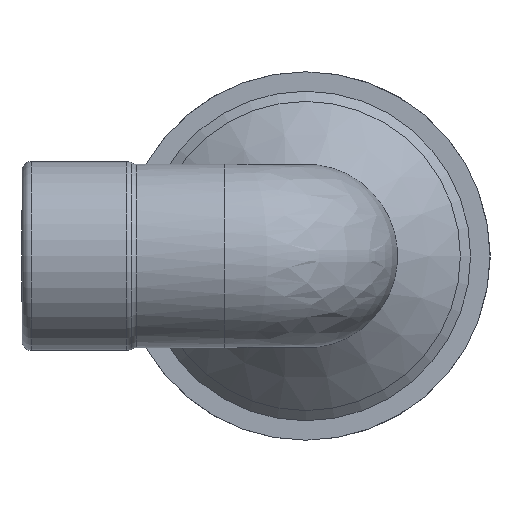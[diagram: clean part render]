
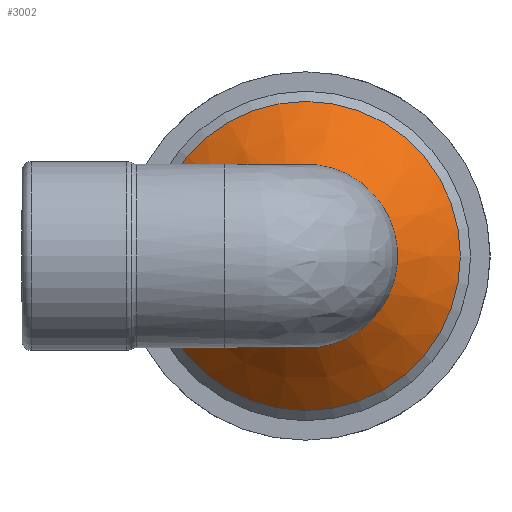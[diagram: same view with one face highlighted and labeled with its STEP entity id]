
A CAD part, left-side view. The second image highlights one B-rep face of the part: STEP entity #3002.
In plain terms, the highlighted conical face has half-angle 45 degrees and reference radius 20.403 mm.
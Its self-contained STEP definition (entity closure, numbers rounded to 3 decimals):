
#508=B_SPLINE_CURVE_WITH_KNOTS('',3,(#4602,#4603,#4604,#4605,#4606,#4607,
#4608,#4609,#4610,#4611,#4612,#4613,#4614,#4615),.UNSPECIFIED.,.F.,.F.,
(4,2,2,2,2,2,4),(5.873,6.149,6.417,6.686,
6.954,7.222,7.498),.UNSPECIFIED.);
#599=CONICAL_SURFACE('',#3219,20.403,45.);
#628=FACE_BOUND('',#867,.T.);
#653=FACE_OUTER_BOUND('',#866,.T.);
#866=EDGE_LOOP('',(#2018,#2019));
#867=EDGE_LOOP('',(#2020));
#1100=CIRCLE('',#3218,15.206);
#1101=CIRCLE('',#3220,25.6);
#1278=VERTEX_POINT('',#4597);
#1279=VERTEX_POINT('',#4598);
#1280=VERTEX_POINT('',#4616);
#1554=EDGE_CURVE('',#1278,#1279,#1100,.T.);
#1555=EDGE_CURVE('',#1278,#1279,#508,.T.);
#1556=EDGE_CURVE('',#1280,#1280,#1101,.T.);
#2018=ORIENTED_EDGE('',*,*,#1555,.F.);
#2019=ORIENTED_EDGE('',*,*,#1554,.T.);
#2020=ORIENTED_EDGE('',*,*,#1556,.F.);
#3002=ADVANCED_FACE('',(#653,#628),#599,.T.);
#3218=AXIS2_PLACEMENT_3D('',#4600,#3615,#3616);
#3219=AXIS2_PLACEMENT_3D('',#4601,#3617,#3618);
#3220=AXIS2_PLACEMENT_3D('',#4617,#3619,#3620);
#3615=DIRECTION('center_axis',(1.,0.,0.));
#3616=DIRECTION('ref_axis',(0.,0.,-1.));
#3617=DIRECTION('center_axis',(1.,0.,0.));
#3618=DIRECTION('ref_axis',(0.,1.,0.));
#3619=DIRECTION('center_axis',(1.,0.,0.));
#3620=DIRECTION('ref_axis',(0.,0.,-1.));
#4597=CARTESIAN_POINT('',(13.4,13.4,7.187));
#4598=CARTESIAN_POINT('',(13.4,13.4,-7.187));
#4600=CARTESIAN_POINT('Origin',(13.4,0.,0.));
#4601=CARTESIAN_POINT('Origin',(18.597,0.,0.));
#4602=CARTESIAN_POINT('Ctrl Pts',(13.4,13.4,7.187));
#4603=CARTESIAN_POINT('Ctrl Pts',(13.733,14.11,6.567));
#4604=CARTESIAN_POINT('Ctrl Pts',(14.047,14.749,5.872));
#4605=CARTESIAN_POINT('Ctrl Pts',(14.557,15.765,4.457));
#4606=CARTESIAN_POINT('Ctrl Pts',(14.795,16.226,3.626));
#4607=CARTESIAN_POINT('Ctrl Pts',(15.12,16.851,1.846));
#4608=CARTESIAN_POINT('Ctrl Pts',(15.206,17.012,0.894));
#4609=CARTESIAN_POINT('Ctrl Pts',(15.206,17.012,-0.894));
#4610=CARTESIAN_POINT('Ctrl Pts',(15.12,16.851,-1.846));
#4611=CARTESIAN_POINT('Ctrl Pts',(14.795,16.226,-3.626));
#4612=CARTESIAN_POINT('Ctrl Pts',(14.557,15.765,-4.457));
#4613=CARTESIAN_POINT('Ctrl Pts',(14.047,14.749,-5.872));
#4614=CARTESIAN_POINT('Ctrl Pts',(13.733,14.11,-6.567));
#4615=CARTESIAN_POINT('Ctrl Pts',(13.4,13.4,-7.187));
#4616=CARTESIAN_POINT('',(23.794,25.6,0.));
#4617=CARTESIAN_POINT('Origin',(23.794,0.,0.));
